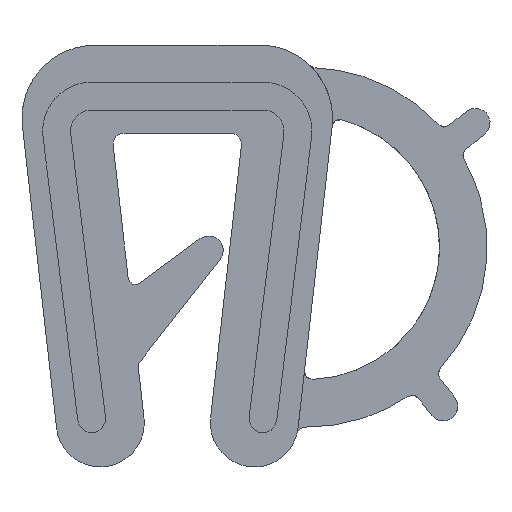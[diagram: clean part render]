
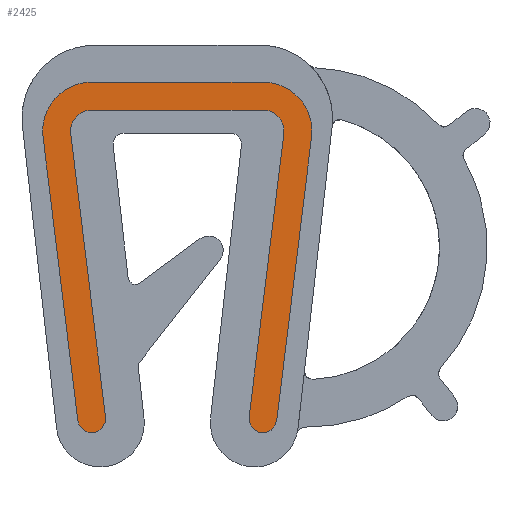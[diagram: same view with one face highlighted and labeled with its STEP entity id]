
A CAD part, front view. The second image highlights one B-rep face of the part: STEP entity #2425.
In plain terms, the highlighted free-form (B-spline) face has degree [1, 1] with [2, 2] control points.
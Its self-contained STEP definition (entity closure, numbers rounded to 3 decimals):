
#2298=CARTESIAN_POINT('',(-4.037,0.0,-0.535));
#2299=CARTESIAN_POINT('',(4.037,0.0,-0.535));
#2300=CARTESIAN_POINT('',(-4.037,0.0,-11.047));
#2301=CARTESIAN_POINT('',(4.037,0.0,-11.047));
#2302=B_SPLINE_SURFACE_WITH_KNOTS('',1,1,((#2298,#2300),(#2299,#2301)),.UNSPECIFIED.,.F.,.F.,.U.,(2,2),(2,2),(0.0,8.073),(0.0,10.512),.UNSPECIFIED.);
#2303=CARTESIAN_POINT('',(3.66,0.0,-2.504));
#2304=VERTEX_POINT('',#2303);
#2305=CARTESIAN_POINT('',(2.34,0.0,-1.012));
#2306=VERTEX_POINT('',#2305);
#2307=CARTESIAN_POINT('',(3.66,0.0,-2.504));
#2308=CARTESIAN_POINT('',(3.677,0.0,-2.364));
#2309=CARTESIAN_POINT('',(3.667,0.0,-2.08));
#2310=CARTESIAN_POINT('',(3.502,0.0,-1.634));
#2311=CARTESIAN_POINT('',(3.208,0.0,-1.302));
#2312=CARTESIAN_POINT('',(2.797,0.0,-1.069));
#2313=CARTESIAN_POINT('',(2.516,0.0,-1.012));
#2314=CARTESIAN_POINT('',(2.34,0.0,-1.012));
#2315=B_SPLINE_CURVE_WITH_KNOTS('',3,(#2307,#2308,#2309,#2310,#2311,#2312,#2313,#2314),.UNSPECIFIED.,.F.,.U.,(4,1,1,1,1,4),(0.,0.422,0.844,1.407,1.724,2.252),.UNSPECIFIED.);
#2316=EDGE_CURVE('',#2304,#2306,#2315,.T.);
#2317=ORIENTED_EDGE('',*,*,#2316,.T.);
#2318=CARTESIAN_POINT('',(-2.34,0.0,-1.012));
#2319=VERTEX_POINT('',#2318);
#2320=CARTESIAN_POINT('',(2.34,0.0,-1.012));
#2321=CARTESIAN_POINT('',(-2.34,0.0,-1.012));
#2322=QUASI_UNIFORM_CURVE('',1,(#2320,#2321),.UNSPECIFIED.,.F.,.U.);
#2323=EDGE_CURVE('',#2306,#2319,#2322,.T.);
#2324=ORIENTED_EDGE('',*,*,#2323,.T.);
#2325=CARTESIAN_POINT('',(-3.66,0.0,-2.504));
#2326=VERTEX_POINT('',#2325);
#2327=CARTESIAN_POINT('',(-2.34,0.0,-1.012));
#2328=CARTESIAN_POINT('',(-2.457,0.0,-1.012));
#2329=CARTESIAN_POINT('',(-2.715,0.0,-1.046));
#2330=CARTESIAN_POINT('',(-3.149,0.0,-1.241));
#2331=CARTESIAN_POINT('',(-3.469,0.0,-1.585));
#2332=CARTESIAN_POINT('',(-3.659,0.0,-2.043));
#2333=CARTESIAN_POINT('',(-3.682,0.0,-2.329));
#2334=CARTESIAN_POINT('',(-3.66,0.0,-2.504));
#2335=B_SPLINE_CURVE_WITH_KNOTS('',3,(#2327,#2328,#2329,#2330,#2331,#2332,#2333,#2334),.UNSPECIFIED.,.F.,.U.,(4,1,1,1,1,4),(0.,0.352,0.774,1.407,1.724,2.252),.UNSPECIFIED.);
#2336=EDGE_CURVE('',#2319,#2326,#2335,.T.);
#2337=ORIENTED_EDGE('',*,*,#2336,.T.);
#2338=CARTESIAN_POINT('',(-2.711,0.0,-10.236));
#2339=VERTEX_POINT('',#2338);
#2340=CARTESIAN_POINT('',(-3.66,0.0,-2.504));
#2341=CARTESIAN_POINT('',(-2.711,0.0,-10.236));
#2342=QUASI_UNIFORM_CURVE('',1,(#2340,#2341),.UNSPECIFIED.,.F.,.U.);
#2343=EDGE_CURVE('',#2326,#2339,#2342,.T.);
#2344=ORIENTED_EDGE('',*,*,#2343,.T.);
#2345=CARTESIAN_POINT('',(-1.957,0.0,-10.142));
#2346=VERTEX_POINT('',#2345);
#2347=CARTESIAN_POINT('',(-2.711,0.0,-10.236));
#2348=CARTESIAN_POINT('',(-2.703,0.0,-10.304));
#2349=CARTESIAN_POINT('',(-2.66,0.0,-10.405));
#2350=CARTESIAN_POINT('',(-2.546,0.0,-10.514));
#2351=CARTESIAN_POINT('',(-2.413,0.0,-10.573));
#2352=CARTESIAN_POINT('',(-2.234,0.0,-10.573));
#2353=CARTESIAN_POINT('',(-2.092,0.0,-10.496));
#2354=CARTESIAN_POINT('',(-1.973,0.0,-10.351));
#2355=CARTESIAN_POINT('',(-1.945,0.0,-10.229));
#2356=CARTESIAN_POINT('',(-1.957,0.0,-10.142));
#2357=B_SPLINE_CURVE_WITH_KNOTS('',3,(#2347,#2348,#2349,#2350,#2351,#2352,#2353,#2354,#2355,#2356),.UNSPECIFIED.,.F.,.U.,(4,1,1,1,1,1,1,4),(0.,0.205,0.318,0.467,0.635,0.84,0.934,1.195),.UNSPECIFIED.);
#2358=EDGE_CURVE('',#2339,#2346,#2357,.T.);
#2359=ORIENTED_EDGE('',*,*,#2358,.T.);
#2360=CARTESIAN_POINT('',(-2.906,0.0,-2.412));
#2361=VERTEX_POINT('',#2360);
#2362=CARTESIAN_POINT('',(-1.957,0.0,-10.142));
#2363=CARTESIAN_POINT('',(-2.906,0.0,-2.412));
#2364=QUASI_UNIFORM_CURVE('',1,(#2362,#2363),.UNSPECIFIED.,.F.,.U.);
#2365=EDGE_CURVE('',#2346,#2361,#2364,.T.);
#2366=ORIENTED_EDGE('',*,*,#2365,.T.);
#2367=CARTESIAN_POINT('',(-2.34,0.0,-1.772));
#2368=VERTEX_POINT('',#2367);
#2369=CARTESIAN_POINT('',(-2.34,0.0,-1.772));
#2370=CARTESIAN_POINT('',(-2.451,0.0,-1.772));
#2371=CARTESIAN_POINT('',(-2.641,0.0,-1.829));
#2372=CARTESIAN_POINT('',(-2.872,0.0,-2.064));
#2373=CARTESIAN_POINT('',(-2.923,0.0,-2.282));
#2374=CARTESIAN_POINT('',(-2.906,0.0,-2.412));
#2375=B_SPLINE_CURVE_WITH_KNOTS('',3,(#2369,#2370,#2371,#2372,#2373,#2374),.UNSPECIFIED.,.F.,.U.,(4,1,1,4),(0.,0.332,0.573,0.966),.UNSPECIFIED.);
#2376=EDGE_CURVE('',#2368,#2361,#2375,.T.);
#2377=ORIENTED_EDGE('',*,*,#2376,.F.);
#2378=CARTESIAN_POINT('',(2.34,0.0,-1.772));
#2379=VERTEX_POINT('',#2378);
#2380=CARTESIAN_POINT('',(-2.34,0.0,-1.772));
#2381=CARTESIAN_POINT('',(2.34,0.0,-1.772));
#2382=QUASI_UNIFORM_CURVE('',1,(#2380,#2381),.UNSPECIFIED.,.F.,.U.);
#2383=EDGE_CURVE('',#2368,#2379,#2382,.T.);
#2384=ORIENTED_EDGE('',*,*,#2383,.T.);
#2385=CARTESIAN_POINT('',(2.906,0.0,-2.412));
#2386=VERTEX_POINT('',#2385);
#2387=CARTESIAN_POINT('',(2.906,0.0,-2.412));
#2388=CARTESIAN_POINT('',(2.923,0.0,-2.282));
#2389=CARTESIAN_POINT('',(2.872,0.0,-2.064));
#2390=CARTESIAN_POINT('',(2.641,0.0,-1.829));
#2391=CARTESIAN_POINT('',(2.451,0.0,-1.772));
#2392=CARTESIAN_POINT('',(2.34,0.0,-1.772));
#2393=B_SPLINE_CURVE_WITH_KNOTS('',3,(#2387,#2388,#2389,#2390,#2391,#2392),.UNSPECIFIED.,.F.,.U.,(4,1,1,4),(0.,0.392,0.634,0.966),.UNSPECIFIED.);
#2394=EDGE_CURVE('',#2386,#2379,#2393,.T.);
#2395=ORIENTED_EDGE('',*,*,#2394,.F.);
#2396=CARTESIAN_POINT('',(1.957,0.0,-10.141));
#2397=VERTEX_POINT('',#2396);
#2398=CARTESIAN_POINT('',(2.906,0.0,-2.412));
#2399=CARTESIAN_POINT('',(1.957,0.0,-10.141));
#2400=QUASI_UNIFORM_CURVE('',1,(#2398,#2399),.UNSPECIFIED.,.F.,.U.);
#2401=EDGE_CURVE('',#2386,#2397,#2400,.T.);
#2402=ORIENTED_EDGE('',*,*,#2401,.T.);
#2403=CARTESIAN_POINT('',(2.711,0.0,-10.236));
#2404=VERTEX_POINT('',#2403);
#2405=CARTESIAN_POINT('',(1.957,0.0,-10.141));
#2406=CARTESIAN_POINT('',(1.949,0.0,-10.196));
#2407=CARTESIAN_POINT('',(1.961,0.0,-10.317));
#2408=CARTESIAN_POINT('',(2.063,0.0,-10.48));
#2409=CARTESIAN_POINT('',(2.222,0.0,-10.566));
#2410=CARTESIAN_POINT('',(2.38,0.0,-10.574));
#2411=CARTESIAN_POINT('',(2.532,0.0,-10.529));
#2412=CARTESIAN_POINT('',(2.661,0.0,-10.412));
#2413=CARTESIAN_POINT('',(2.704,0.0,-10.292));
#2414=CARTESIAN_POINT('',(2.711,0.0,-10.236));
#2415=B_SPLINE_CURVE_WITH_KNOTS('',3,(#2405,#2406,#2407,#2408,#2409,#2410,#2411,#2412,#2413,#2414),.UNSPECIFIED.,.F.,.U.,(4,1,1,1,1,1,1,4),(0.,0.168,0.355,0.561,0.692,0.823,1.028,1.197),.UNSPECIFIED.);
#2416=EDGE_CURVE('',#2397,#2404,#2415,.T.);
#2417=ORIENTED_EDGE('',*,*,#2416,.T.);
#2418=CARTESIAN_POINT('',(2.711,0.0,-10.236));
#2419=CARTESIAN_POINT('',(3.66,0.0,-2.504));
#2420=QUASI_UNIFORM_CURVE('',1,(#2418,#2419),.UNSPECIFIED.,.F.,.U.);
#2421=EDGE_CURVE('',#2404,#2304,#2420,.T.);
#2422=ORIENTED_EDGE('',*,*,#2421,.T.);
#2423=EDGE_LOOP('',(#2317,#2324,#2337,#2344,#2359,#2366,#2377,#2384,#2395,#2402,#2417,#2422));
#2424=FACE_OUTER_BOUND('',#2423,.T.);
#2425=ADVANCED_FACE('',(#2424),#2302,.F.);
